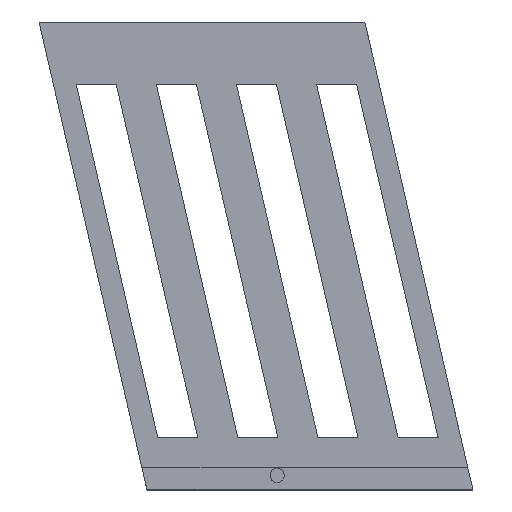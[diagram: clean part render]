
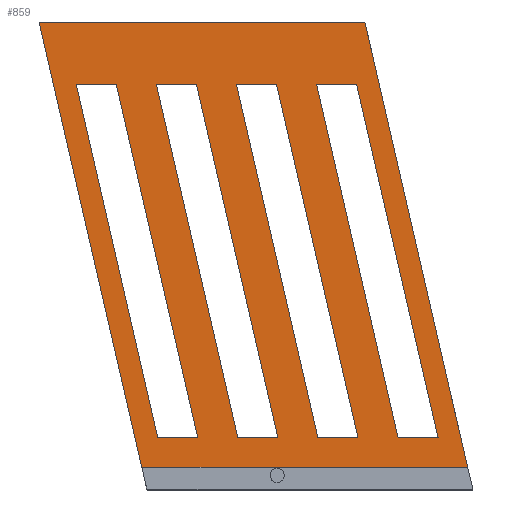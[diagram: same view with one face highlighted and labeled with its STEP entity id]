
A CAD part, top view. The second image highlights one B-rep face of the part: STEP entity #859.
In plain terms, the highlighted planar face has unit normal (0, 0, 1).
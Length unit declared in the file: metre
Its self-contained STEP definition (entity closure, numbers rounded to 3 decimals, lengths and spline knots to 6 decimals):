
#162=ORIENTED_EDGE('',*,*,#338,.F.);
#163=ORIENTED_EDGE('',*,*,#351,.F.);
#164=ORIENTED_EDGE('',*,*,#326,.F.);
#165=ORIENTED_EDGE('',*,*,#352,.T.);
#166=ORIENTED_EDGE('',*,*,#323,.F.);
#167=ORIENTED_EDGE('',*,*,#321,.T.);
#168=ORIENTED_EDGE('',*,*,#318,.T.);
#169=ORIENTED_EDGE('',*,*,#314,.F.);
#170=ORIENTED_EDGE('',*,*,#311,.F.);
#171=ORIENTED_EDGE('',*,*,#309,.T.);
#172=ORIENTED_EDGE('',*,*,#306,.T.);
#173=ORIENTED_EDGE('',*,*,#302,.F.);
#174=ORIENTED_EDGE('',*,*,#299,.F.);
#175=ORIENTED_EDGE('',*,*,#297,.T.);
#176=ORIENTED_EDGE('',*,*,#294,.T.);
#177=ORIENTED_EDGE('',*,*,#290,.F.);
#178=ORIENTED_EDGE('',*,*,#287,.F.);
#179=ORIENTED_EDGE('',*,*,#285,.T.);
#180=ORIENTED_EDGE('',*,*,#282,.T.);
#181=ORIENTED_EDGE('',*,*,#278,.F.);
#278=EDGE_CURVE('',#385,#386,#464,.T.);
#282=EDGE_CURVE('',#389,#386,#468,.T.);
#285=EDGE_CURVE('',#391,#389,#471,.T.);
#287=EDGE_CURVE('',#391,#385,#473,.T.);
#290=EDGE_CURVE('',#393,#394,#476,.T.);
#294=EDGE_CURVE('',#397,#394,#480,.T.);
#297=EDGE_CURVE('',#399,#397,#483,.T.);
#299=EDGE_CURVE('',#399,#393,#485,.T.);
#302=EDGE_CURVE('',#401,#402,#488,.T.);
#306=EDGE_CURVE('',#405,#402,#492,.T.);
#309=EDGE_CURVE('',#407,#405,#495,.T.);
#311=EDGE_CURVE('',#407,#401,#497,.T.);
#314=EDGE_CURVE('',#409,#410,#500,.T.);
#318=EDGE_CURVE('',#413,#410,#504,.T.);
#321=EDGE_CURVE('',#415,#413,#507,.T.);
#323=EDGE_CURVE('',#415,#409,#509,.T.);
#326=EDGE_CURVE('',#417,#418,#511,.T.);
#338=EDGE_CURVE('',#427,#428,#523,.T.);
#351=EDGE_CURVE('',#418,#427,#534,.T.);
#352=EDGE_CURVE('',#417,#428,#535,.T.);
#385=VERTEX_POINT('',#1222);
#386=VERTEX_POINT('',#1224);
#389=VERTEX_POINT('',#1232);
#391=VERTEX_POINT('',#1238);
#393=VERTEX_POINT('',#1246);
#394=VERTEX_POINT('',#1248);
#397=VERTEX_POINT('',#1256);
#399=VERTEX_POINT('',#1262);
#401=VERTEX_POINT('',#1270);
#402=VERTEX_POINT('',#1272);
#405=VERTEX_POINT('',#1280);
#407=VERTEX_POINT('',#1286);
#409=VERTEX_POINT('',#1294);
#410=VERTEX_POINT('',#1296);
#413=VERTEX_POINT('',#1304);
#415=VERTEX_POINT('',#1310);
#417=VERTEX_POINT('',#1320);
#418=VERTEX_POINT('',#1321);
#427=VERTEX_POINT('',#1344);
#428=VERTEX_POINT('',#1346);
#464=LINE('',#1223,#543);
#468=LINE('',#1231,#547);
#471=LINE('',#1237,#550);
#473=LINE('',#1241,#552);
#476=LINE('',#1247,#555);
#480=LINE('',#1255,#559);
#483=LINE('',#1261,#562);
#485=LINE('',#1265,#564);
#488=LINE('',#1271,#567);
#492=LINE('',#1279,#571);
#495=LINE('',#1285,#574);
#497=LINE('',#1289,#576);
#500=LINE('',#1295,#579);
#504=LINE('',#1303,#583);
#507=LINE('',#1309,#586);
#509=LINE('',#1313,#588);
#511=LINE('',#1319,#590);
#523=LINE('',#1345,#602);
#534=LINE('',#1370,#613);
#535=LINE('',#1371,#614);
#543=VECTOR('',#990,1.);
#547=VECTOR('',#996,1.);
#550=VECTOR('',#1001,1.);
#552=VECTOR('',#1005,1.);
#555=VECTOR('',#1010,1.);
#559=VECTOR('',#1016,1.);
#562=VECTOR('',#1021,1.);
#564=VECTOR('',#1025,1.);
#567=VECTOR('',#1030,1.);
#571=VECTOR('',#1036,1.);
#574=VECTOR('',#1041,1.);
#576=VECTOR('',#1045,1.);
#579=VECTOR('',#1050,1.);
#583=VECTOR('',#1056,1.);
#586=VECTOR('',#1061,1.);
#588=VECTOR('',#1065,1.);
#590=VECTOR('',#1073,1.);
#602=VECTOR('',#1091,1.);
#613=VECTOR('',#1116,1.);
#614=VECTOR('',#1117,1.);
#646=EDGE_LOOP('',(#162,#163,#164,#165));
#647=EDGE_LOOP('',(#166,#167,#168,#169));
#648=EDGE_LOOP('',(#170,#171,#172,#173));
#649=EDGE_LOOP('',(#174,#175,#176,#177));
#650=EDGE_LOOP('',(#178,#179,#180,#181));
#735=FACE_BOUND('',#646,.T.);
#736=FACE_BOUND('',#647,.T.);
#737=FACE_BOUND('',#648,.T.);
#738=FACE_BOUND('',#649,.T.);
#739=FACE_BOUND('',#650,.T.);
#820=PLANE('',#931);
#859=ADVANCED_FACE('',(#735,#736,#737,#738,#739),#820,.T.);
#931=AXIS2_PLACEMENT_3D('',#1369,#1114,#1115);
#990=DIRECTION('',(-1.,0.,0.));
#996=DIRECTION('',(-0.225,0.974,0.));
#1001=DIRECTION('',(-1.,0.,0.));
#1005=DIRECTION('',(-0.225,0.974,0.));
#1010=DIRECTION('',(-1.,0.,0.));
#1016=DIRECTION('',(-0.225,0.974,0.));
#1021=DIRECTION('',(-1.,0.,0.));
#1025=DIRECTION('',(-0.225,0.974,0.));
#1030=DIRECTION('',(-1.,0.,0.));
#1036=DIRECTION('',(-0.225,0.974,0.));
#1041=DIRECTION('',(-1.,0.,0.));
#1045=DIRECTION('',(-0.225,0.974,0.));
#1050=DIRECTION('',(-1.,0.,0.));
#1056=DIRECTION('',(-0.225,0.974,0.));
#1061=DIRECTION('',(-1.,0.,0.));
#1065=DIRECTION('',(-0.225,0.974,0.));
#1073=DIRECTION('',(1.,0.,0.));
#1091=DIRECTION('',(-1.,0.,0.));
#1114=DIRECTION('',(0.,0.,1.));
#1115=DIRECTION('',(1.,0.,0.));
#1116=DIRECTION('',(0.225,-0.974,0.));
#1117=DIRECTION('',(0.225,-0.974,0.));
#1222=CARTESIAN_POINT('',(-0.05925,0.08,-0.0095));
#1223=CARTESIAN_POINT('',(-0.066625,0.08,-0.0095));
#1224=CARTESIAN_POINT('',(-0.074,0.08,-0.0095));
#1231=CARTESIAN_POINT('',(-0.059,0.015,-0.0095));
#1232=CARTESIAN_POINT('',(-0.044,-0.05,-0.0095));
#1237=CARTESIAN_POINT('',(-0.036625,-0.05,-0.0095));
#1238=CARTESIAN_POINT('',(-0.02925,-0.05,-0.0095));
#1241=CARTESIAN_POINT('',(-0.04425,0.015,-0.0095));
#1246=CARTESIAN_POINT('',(0.02925,0.08,-0.0095));
#1247=CARTESIAN_POINT('',(0.021875,0.08,-0.0095));
#1248=CARTESIAN_POINT('',(0.0145,0.08,-0.0095));
#1255=CARTESIAN_POINT('',(0.0295,0.015,-0.0095));
#1256=CARTESIAN_POINT('',(0.0445,-0.05,-0.0095));
#1261=CARTESIAN_POINT('',(0.051875,-0.05,-0.0095));
#1262=CARTESIAN_POINT('',(0.05925,-0.05,-0.0095));
#1265=CARTESIAN_POINT('',(0.04425,0.015,-0.0095));
#1270=CARTESIAN_POINT('',(-0.02975,0.08,-0.0095));
#1271=CARTESIAN_POINT('',(-0.037125,0.08,-0.0095));
#1272=CARTESIAN_POINT('',(-0.0445,0.08,-0.0095));
#1279=CARTESIAN_POINT('',(-0.0295,0.015,-0.0095));
#1280=CARTESIAN_POINT('',(-0.0145,-0.05,-0.0095));
#1285=CARTESIAN_POINT('',(-0.007125,-0.05,-0.0095));
#1286=CARTESIAN_POINT('',(0.00025,-0.05,-0.0095));
#1289=CARTESIAN_POINT('',(-0.01475,0.015,-0.0095));
#1294=CARTESIAN_POINT('',(-0.00025,0.08,-0.0095));
#1295=CARTESIAN_POINT('',(-0.007625,0.08,-0.0095));
#1296=CARTESIAN_POINT('',(-0.015,0.08,-0.0095));
#1303=CARTESIAN_POINT('',(0.,0.015,-0.0095));
#1304=CARTESIAN_POINT('',(0.015,-0.05,-0.0095));
#1309=CARTESIAN_POINT('',(0.022375,-0.05,-0.0095));
#1310=CARTESIAN_POINT('',(0.02975,-0.05,-0.0095));
#1313=CARTESIAN_POINT('',(0.01475,0.015,-0.0095));
#1319=CARTESIAN_POINT('',(-0.0005,0.103,-0.0095));
#1320=CARTESIAN_POINT('',(-0.087683,0.103,-0.0095));
#1321=CARTESIAN_POINT('',(0.032317,0.103,-0.0095));
#1344=CARTESIAN_POINT('',(0.070163,-0.061,-0.0095));
#1345=CARTESIAN_POINT('',(-0.0005,-0.061,-0.0095));
#1346=CARTESIAN_POINT('',(-0.049837,-0.061,-0.0095));
#1369=CARTESIAN_POINT('',(-0.0005,0.060994,-0.0095));
#1370=CARTESIAN_POINT('',(0.039912,0.070089,-0.0095));
#1371=CARTESIAN_POINT('',(-0.074122,0.044235,-0.0095));
